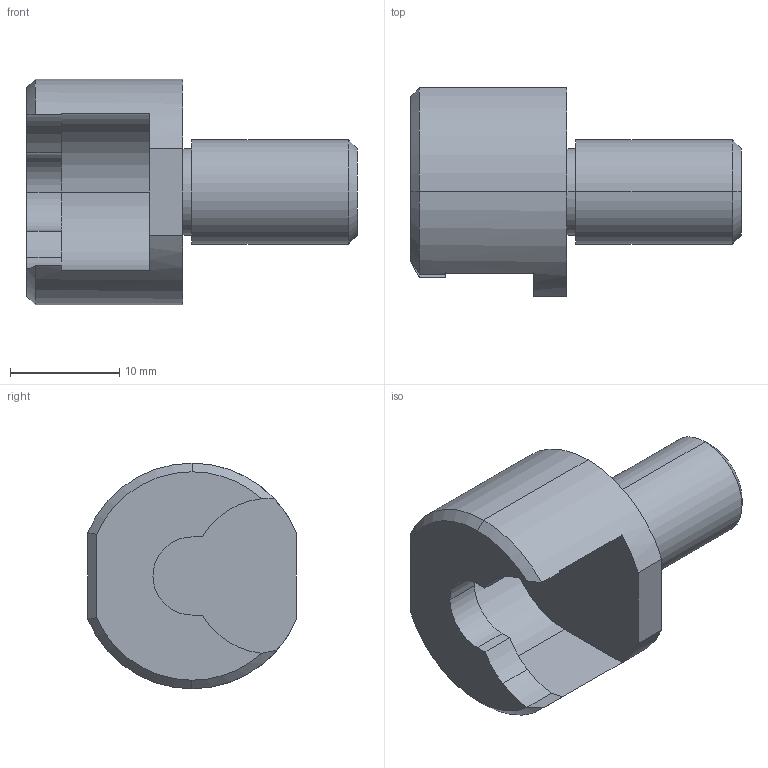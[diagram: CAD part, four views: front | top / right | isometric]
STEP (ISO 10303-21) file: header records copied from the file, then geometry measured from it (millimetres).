
FILE_DESCRIPTION((''),'2;1');
FILE_NAME('E188','2000-06-30T11:37:47',(''),(''),'AutoCAD STEP 2000','AutoCAD 2000',', , ');
FILE_SCHEMA(('CONFIG_CONTROL_DESIGN'));
Length unit declared in the file: inch
Bounding box: 30.23 x 19.05 x 20.64 mm (x, y, z)
Volume: 3642.5 mm3; surface area: 2430.4 mm2
Topology: 1 solids, 1 shells, 37 faces, 91 edges, 58 vertices
Faces by surface type: cylinder 16, plane 15, cone 6
Entity records: 1204 total; most frequent: DIRECTION 205, CARTESIAN_POINT 199, ORIENTED_EDGE 182, EDGE_CURVE 91, AXIS2_PLACEMENT_3D 80, VERTEX_POINT 58, VECTOR 45, LINE 45
